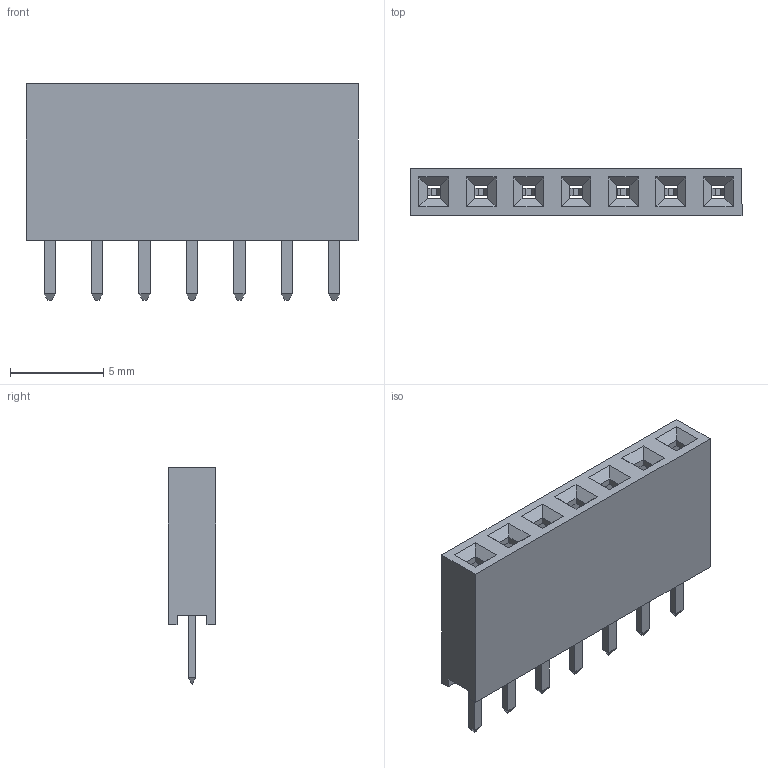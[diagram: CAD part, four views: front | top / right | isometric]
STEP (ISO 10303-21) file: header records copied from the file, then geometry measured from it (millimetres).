
FILE_DESCRIPTION (( 'STEP AP214' ), '1' );
FILE_NAME ('User Library-PBS-07.STEP', '2017-12-05T23:04:18', ( 'Windows User' ), ( '' ), 'SwSTEP 2.0', 'SolidWorks 2017', '' );
FILE_SCHEMA (( 'AUTOMOTIVE_DESIGN' ));
Length unit declared in the file: millimetre
Products named in the file (1): User Library-PBS-07
Bounding box: 17.78 x 2.54 x 11.6 mm (x, y, z)
Volume: 226.3 mm3; surface area: 1015.4 mm2
Topology: 1 solids, 1 shells, 213 faces, 619 edges, 394 vertices
Faces by surface type: plane 199, cylinder 14
Entity records: 7869 total; most frequent: ORIENTED_EDGE 1238, CARTESIAN_POINT 1227, DIRECTION 1075, EDGE_CURVE 619, VECTOR 591, LINE 591, VERTEX_POINT 394, AXIS2_PLACEMENT_3D 242
